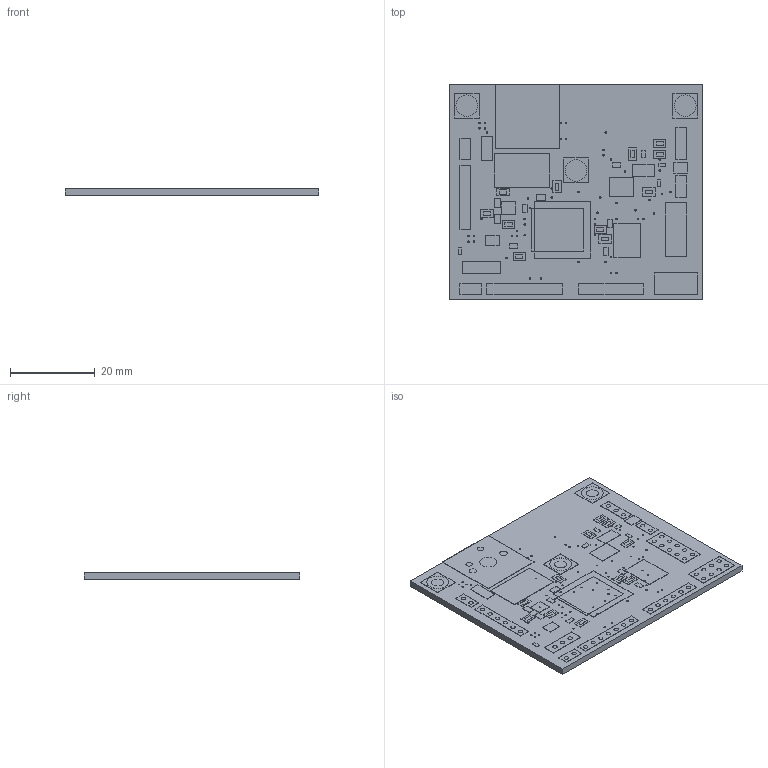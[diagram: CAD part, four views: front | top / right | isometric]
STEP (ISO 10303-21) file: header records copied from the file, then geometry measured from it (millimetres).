
FILE_DESCRIPTION(('Open CASCADE Model'),'2;1');
FILE_NAME('Open CASCADE Shape Model','2018-04-09T21:20:44',('Author'),( 'Open CASCADE'),'Open CASCADE STEP processor 6.7','Open CASCADE 6.7' ,'Unknown');
FILE_SCHEMA(('AUTOMOTIVE_DESIGN_CC2 { 1 2 10303 214 -1 1 5 4 }'));
Length unit declared in the file: millimetre
Products named in the file (48): boilup_v3_29740; PCB; 0805-NO; C1210K; 0603-NO; DO-214AC; 2X04; 2,8; 2X05; 1X07; 1X06; SML0805; 1X02; 1X03; R0603; CHERRY-MX; DPAK; QFP50P1200X1200X160-64N; SOT23-5; TO-220; C0603K; S-PDSO-G08; RTRIM3224X; SOP-08; KEEPOUT; trace
Assembly tree (71 placements, depth 2):
  boilup_v3_29740
    PCB
    0805-NO  x4
    C1210K  x2
    0603-NO
    DO-214AC
    2X04
    2,8  x3
    2X05
    1X07
    1X06  x2
    SML0805  x5
    1X02  x3
    1X03
    R0603  x13
    R0603
    CHERRY-MX
    DPAK
    QFP50P1200X1200X160-64N
    SOT23-5
    TO-220
    C0603K  x4
    S-PDSO-G08
    RTRIM3224X
    SOP-08
    KEEPOUT
    KEEPOUT
    KEEPOUT
    KEEPOUT
    KEEPOUT
    KEEPOUT
    KEEPOUT
    KEEPOUT
    KEEPOUT
    KEEPOUT
    KEEPOUT
    KEEPOUT
    KEEPOUT
    KEEPOUT
    KEEPOUT
    KEEPOUT
    KEEPOUT
    KEEPOUT
    KEEPOUT
  trace
  trace
  trace
  trace
Bounding box: 59.69 x 50.8 x 1.77 mm (x, y, z)
Volume: 4770.4 mm3; surface area: 9712.4 mm2
Topology: 71 solids, 71 shells, 549 faces, 1218 edges, 808 vertices
Faces by surface type: plane 414, cylinder 135
Full cylindrical faces by diameter (mm): 0.35 x72, 1.016 x46, 1.1 x3, 1.5 x2, 1.714 x2, 2.8 x3, 4 x1, 5.08 x6
Entity records: 25034 total; most frequent: CARTESIAN_POINT 5303, DIRECTION 3552, LINE 2106, VECTOR 2106, ORIENTED_EDGE 1770, PCURVE 1764, DEFINITIONAL_REPRESENTATION 1764, EDGE_CURVE 882
